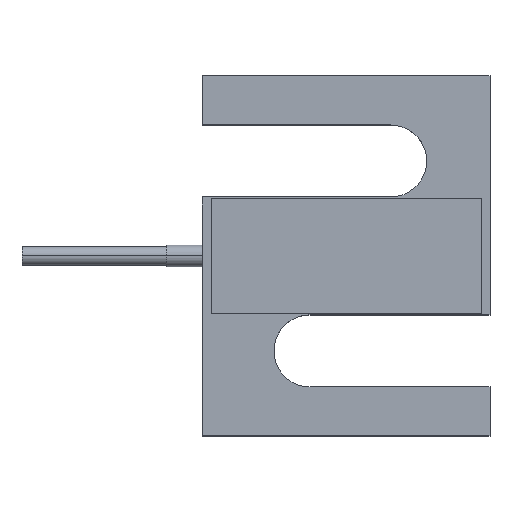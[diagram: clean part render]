
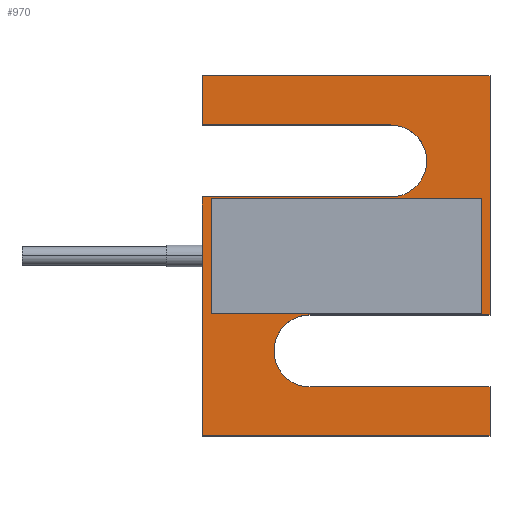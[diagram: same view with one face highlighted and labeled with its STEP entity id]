
A CAD part, top view. The second image highlights one B-rep face of the part: STEP entity #970.
In plain terms, the highlighted planar face has unit normal (0, 0, 1).
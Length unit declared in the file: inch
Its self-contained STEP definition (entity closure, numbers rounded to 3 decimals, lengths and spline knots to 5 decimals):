
#23 = CARTESIAN_POINT ( 'NONE',  ( 0.063, 0.5905, 0.25 ) ) ;
#36 = ORIENTED_EDGE ( 'NONE', *, *, #1115, .T. ) ;
#37 = CARTESIAN_POINT ( 'NONE',  ( 0.75, 0.5905, 0.25 ) ) ;
#38 = DIRECTION ( 'NONE',  ( 1., 0., 0. ) ) ;
#47 = CARTESIAN_POINT ( 'NONE',  ( 2., 0.8405, 0.25 ) ) ;
#50 = ORIENTED_EDGE ( 'NONE', *, *, #453, .T. ) ;
#62 = EDGE_CURVE ( 'NONE', #1034, #1036, #989, .T. ) ;
#66 = CARTESIAN_POINT ( 'NONE',  ( 1.938, 0.8505, 0.25 ) ) ;
#68 = LINE ( 'NONE', #1086, #277 ) ;
#75 = ORIENTED_EDGE ( 'NONE', *, *, #825, .T. ) ;
#78 = CARTESIAN_POINT ( 'NONE',  ( 1.31, 1.9095, 0.25 ) ) ;
#80 = CIRCLE ( 'NONE', #1026, 0.25 ) ;
#89 = CIRCLE ( 'NONE', #653, 0.25 ) ;
#93 = VERTEX_POINT ( 'NONE', #288 ) ;
#125 = VECTOR ( 'NONE', #690, 39.37008 ) ;
#135 = DIRECTION ( 'NONE',  ( 1., 0., 0. ) ) ;
#141 = LINE ( 'NONE', #186, #802 ) ;
#147 = VECTOR ( 'NONE', #315, 39.37008 ) ;
#153 = VECTOR ( 'NONE', #637, 39.37008 ) ;
#157 = EDGE_CURVE ( 'NONE', #348, #93, #1122, .T. ) ;
#166 = DIRECTION ( 'NONE',  ( 1., 0., 0. ) ) ;
#170 = ORIENTED_EDGE ( 'NONE', *, *, #1038, .T. ) ;
#173 = VERTEX_POINT ( 'NONE', #900 ) ;
#177 = CARTESIAN_POINT ( 'NONE',  ( 0., 2.1595, 0.25 ) ) ;
#181 = AXIS2_PLACEMENT_3D ( 'NONE', #826, #483, #1088 ) ;
#186 = CARTESIAN_POINT ( 'NONE',  ( 0.75, 0.8505, 0.25 ) ) ;
#191 = EDGE_CURVE ( 'NONE', #1076, #270, #1074, .T. ) ;
#202 = CARTESIAN_POINT ( 'NONE',  ( 1.31, 2.1595, 0.25 ) ) ;
#219 = EDGE_CURVE ( 'NONE', #434, #324, #842, .T. ) ;
#222 = DIRECTION ( 'NONE',  ( 0., 1., 0. ) ) ;
#231 = CARTESIAN_POINT ( 'NONE',  ( 0., 0., 0.25 ) ) ;
#236 = DIRECTION ( 'NONE',  ( 0., 0., -1. ) ) ;
#253 = ORIENTED_EDGE ( 'NONE', *, *, #1049, .T. ) ;
#266 = ORIENTED_EDGE ( 'NONE', *, *, #896, .T. ) ;
#270 = VERTEX_POINT ( 'NONE', #66 ) ;
#277 = VECTOR ( 'NONE', #38, 39.37008 ) ;
#284 = CARTESIAN_POINT ( 'NONE',  ( 1.938, 0.5905, 0.25 ) ) ;
#288 = CARTESIAN_POINT ( 'NONE',  ( 0., 2.5, 0.25 ) ) ;
#301 = EDGE_CURVE ( 'NONE', #1036, #669, #89, .T. ) ;
#305 = LINE ( 'NONE', #393, #1029 ) ;
#315 = DIRECTION ( 'NONE',  ( -1., 0., 0. ) ) ;
#323 = LINE ( 'NONE', #47, #1008 ) ;
#324 = VERTEX_POINT ( 'NONE', #342 ) ;
#326 = ORIENTED_EDGE ( 'NONE', *, *, #941, .T. ) ;
#328 = EDGE_LOOP ( 'NONE', ( #659, #326, #1103, #253, #731, #430, #830, #1091, #1118, #266, #75, #36, #1120 ) ) ;
#335 = CARTESIAN_POINT ( 'NONE',  ( 1.31, 1.6595, 0.25 ) ) ;
#338 = VERTEX_POINT ( 'NONE', #520 ) ;
#340 = VECTOR ( 'NONE', #576, 39.37008 ) ;
#342 = CARTESIAN_POINT ( 'NONE',  ( 0.75, 0.3405, 0.25 ) ) ;
#348 = VERTEX_POINT ( 'NONE', #856 ) ;
#352 = VERTEX_POINT ( 'NONE', #437 ) ;
#361 = DIRECTION ( 'NONE',  ( -1., 0., 0. ) ) ;
#374 = CARTESIAN_POINT ( 'NONE',  ( 2., 2.5, 0.25 ) ) ;
#392 = EDGE_CURVE ( 'NONE', #93, #1034, #757, .T. ) ;
#393 = CARTESIAN_POINT ( 'NONE',  ( 2., 0.8405, 0.25 ) ) ;
#401 = CARTESIAN_POINT ( 'NONE',  ( 0., 2.1595, 0.25 ) ) ;
#430 = ORIENTED_EDGE ( 'NONE', *, *, #392, .T. ) ;
#434 = VERTEX_POINT ( 'NONE', #448 ) ;
#435 = VECTOR ( 'NONE', #361, 39.37008 ) ;
#437 = CARTESIAN_POINT ( 'NONE',  ( 0.75, 0.8405, 0.25 ) ) ;
#439 = CARTESIAN_POINT ( 'NONE',  ( 1.938, 1.6505, 0.25 ) ) ;
#448 = CARTESIAN_POINT ( 'NONE',  ( 2., 0.3405, 0.25 ) ) ;
#453 = EDGE_CURVE ( 'NONE', #270, #772, #141, .T. ) ;
#465 = LINE ( 'NONE', #1132, #125 ) ;
#473 = CARTESIAN_POINT ( 'NONE',  ( 0., 0., 0.25 ) ) ;
#477 = PLANE ( 'NONE',  #181 ) ;
#483 = DIRECTION ( 'NONE',  ( 0., 0., 1. ) ) ;
#486 = LINE ( 'NONE', #473, #1040 ) ;
#488 = CARTESIAN_POINT ( 'NONE',  ( 0.75, 1.6505, 0.25 ) ) ;
#504 = VERTEX_POINT ( 'NONE', #746 ) ;
#520 = CARTESIAN_POINT ( 'NONE',  ( 2., 0., 0.25 ) ) ;
#527 = VECTOR ( 'NONE', #693, 39.37008 ) ;
#535 = EDGE_CURVE ( 'NONE', #669, #504, #719, .T. ) ;
#538 = FACE_BOUND ( 'NONE', #1113, .T. ) ;
#561 = ORIENTED_EDGE ( 'NONE', *, *, #740, .T. ) ;
#563 = DIRECTION ( 'NONE',  ( 0., -1., 0. ) ) ;
#576 = DIRECTION ( 'NONE',  ( 1., 0., 0. ) ) ;
#586 = EDGE_CURVE ( 'NONE', #324, #1102, #838, .T. ) ;
#587 = VERTEX_POINT ( 'NONE', #231 ) ;
#609 = DIRECTION ( 'NONE',  ( 0., -1., 0. ) ) ;
#610 = LINE ( 'NONE', #23, #823 ) ;
#632 = VECTOR ( 'NONE', #1078, 39.37008 ) ;
#637 = DIRECTION ( 'NONE',  ( -1., 0., 0. ) ) ;
#644 = DIRECTION ( 'NONE',  ( 0., 0., -1. ) ) ;
#653 = AXIS2_PLACEMENT_3D ( 'NONE', #78, #675, #166 ) ;
#659 = ORIENTED_EDGE ( 'NONE', *, *, #586, .T. ) ;
#669 = VERTEX_POINT ( 'NONE', #335 ) ;
#673 = FACE_OUTER_BOUND ( 'NONE', #328, .T. ) ;
#675 = DIRECTION ( 'NONE',  ( 0., 0., -1. ) ) ;
#676 = ORIENTED_EDGE ( 'NONE', *, *, #191, .T. ) ;
#679 = AXIS2_PLACEMENT_3D ( 'NONE', #759, #236, #844 ) ;
#690 = DIRECTION ( 'NONE',  ( 0., 1., 0. ) ) ;
#693 = DIRECTION ( 'NONE',  ( 1., 0., 0. ) ) ;
#719 = LINE ( 'NONE', #748, #147 ) ;
#720 = DIRECTION ( 'NONE',  ( 0., 1., 0. ) ) ;
#731 = ORIENTED_EDGE ( 'NONE', *, *, #157, .T. ) ;
#740 = EDGE_CURVE ( 'NONE', #772, #960, #610, .T. ) ;
#746 = CARTESIAN_POINT ( 'NONE',  ( 0., 1.6595, 0.25 ) ) ;
#748 = CARTESIAN_POINT ( 'NONE',  ( 1.31, 1.6595, 0.25 ) ) ;
#755 = LINE ( 'NONE', #488, #340 ) ;
#757 = LINE ( 'NONE', #177, #1090 ) ;
#759 = CARTESIAN_POINT ( 'NONE',  ( 0.75, 0.5905, 0.25 ) ) ;
#772 = VERTEX_POINT ( 'NONE', #1079 ) ;
#798 = DIRECTION ( 'NONE',  ( -1., 0., 0. ) ) ;
#802 = VECTOR ( 'NONE', #798, 39.37008 ) ;
#822 = EDGE_CURVE ( 'NONE', #352, #173, #305, .T. ) ;
#823 = VECTOR ( 'NONE', #720, 39.37008 ) ;
#825 = EDGE_CURVE ( 'NONE', #587, #338, #68, .T. ) ;
#826 = CARTESIAN_POINT ( 'NONE',  ( 0.75, 0.5905, 0.25 ) ) ;
#830 = ORIENTED_EDGE ( 'NONE', *, *, #62, .T. ) ;
#834 = CARTESIAN_POINT ( 'NONE',  ( 1.31, 2.1595, 0.25 ) ) ;
#838 = CIRCLE ( 'NONE', #679, 0.25 ) ;
#842 = LINE ( 'NONE', #1069, #153 ) ;
#844 = DIRECTION ( 'NONE',  ( 1., 0., 0. ) ) ;
#856 = CARTESIAN_POINT ( 'NONE',  ( 2., 2.5, 0.25 ) ) ;
#896 = EDGE_CURVE ( 'NONE', #504, #587, #486, .T. ) ;
#900 = CARTESIAN_POINT ( 'NONE',  ( 2., 0.8405, 0.25 ) ) ;
#908 = CARTESIAN_POINT ( 'NONE',  ( 0.063, 1.6505, 0.25 ) ) ;
#914 = DIRECTION ( 'NONE',  ( 1., 0., 0. ) ) ;
#941 = EDGE_CURVE ( 'NONE', #1102, #352, #80, .T. ) ;
#960 = VERTEX_POINT ( 'NONE', #908 ) ;
#970 = ADVANCED_FACE ( 'NONE', ( #673, #538 ), #477, .T. ) ;
#989 = LINE ( 'NONE', #202, #527 ) ;
#1008 = VECTOR ( 'NONE', #222, 39.37008 ) ;
#1026 = AXIS2_PLACEMENT_3D ( 'NONE', #37, #644, #135 ) ;
#1029 = VECTOR ( 'NONE', #914, 39.37008 ) ;
#1034 = VERTEX_POINT ( 'NONE', #401 ) ;
#1036 = VERTEX_POINT ( 'NONE', #834 ) ;
#1038 = EDGE_CURVE ( 'NONE', #960, #1076, #755, .T. ) ;
#1040 = VECTOR ( 'NONE', #563, 39.37008 ) ;
#1049 = EDGE_CURVE ( 'NONE', #173, #348, #323, .T. ) ;
#1069 = CARTESIAN_POINT ( 'NONE',  ( 2., 0.3405, 0.25 ) ) ;
#1074 = LINE ( 'NONE', #284, #632 ) ;
#1076 = VERTEX_POINT ( 'NONE', #439 ) ;
#1078 = DIRECTION ( 'NONE',  ( 0., -1., 0. ) ) ;
#1079 = CARTESIAN_POINT ( 'NONE',  ( 0.063, 0.8505, 0.25 ) ) ;
#1086 = CARTESIAN_POINT ( 'NONE',  ( 2., 0., 0.25 ) ) ;
#1088 = DIRECTION ( 'NONE',  ( 1., 0., 0. ) ) ;
#1090 = VECTOR ( 'NONE', #609, 39.37008 ) ;
#1091 = ORIENTED_EDGE ( 'NONE', *, *, #301, .T. ) ;
#1102 = VERTEX_POINT ( 'NONE', #1127 ) ;
#1103 = ORIENTED_EDGE ( 'NONE', *, *, #822, .T. ) ;
#1113 = EDGE_LOOP ( 'NONE', ( #50, #561, #170, #676 ) ) ;
#1115 = EDGE_CURVE ( 'NONE', #338, #434, #465, .T. ) ;
#1118 = ORIENTED_EDGE ( 'NONE', *, *, #535, .T. ) ;
#1120 = ORIENTED_EDGE ( 'NONE', *, *, #219, .T. ) ;
#1122 = LINE ( 'NONE', #374, #435 ) ;
#1127 = CARTESIAN_POINT ( 'NONE',  ( 0.5, 0.5905, 0.25 ) ) ;
#1132 = CARTESIAN_POINT ( 'NONE',  ( 2., 0.3405, 0.25 ) ) ;
